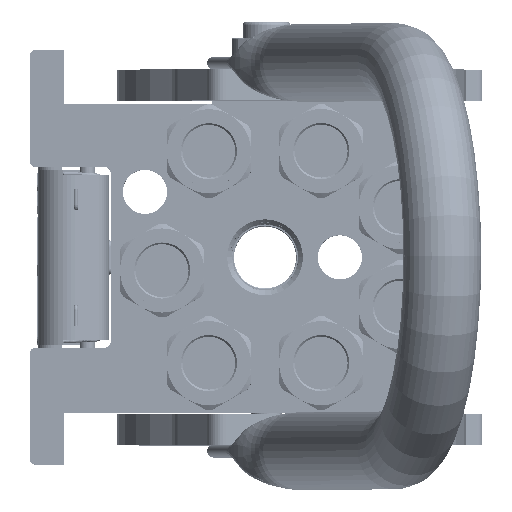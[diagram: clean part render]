
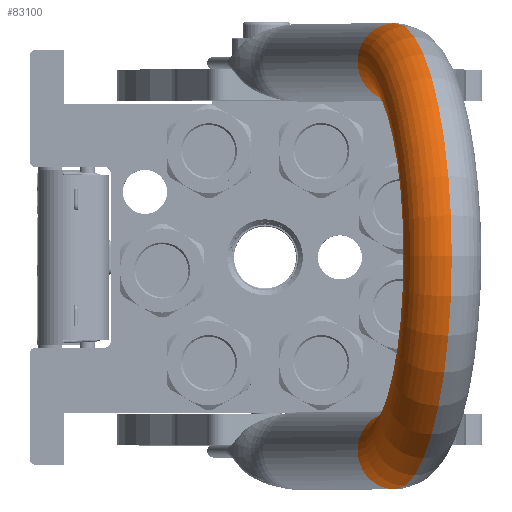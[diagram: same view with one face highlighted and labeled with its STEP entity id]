
A CAD part, top view. The second image highlights one B-rep face of the part: STEP entity #83100.
In plain terms, the highlighted toroidal (fillet/blend) face has major radius 62.25 mm and minor radius 12.5 mm.
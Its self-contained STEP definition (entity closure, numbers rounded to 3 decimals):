
#1278 = AXIS2_PLACEMENT_3D ( 'NONE', #13556, #3191, #99059 ) ;
#1310 = CIRCLE ( 'NONE', #83474, 74.75 ) ;
#2868 = AXIS2_PLACEMENT_3D ( 'NONE', #123117, #37315, #38540 ) ;
#3191 = DIRECTION ( 'NONE',  ( 0., 1., 0. ) ) ;
#4251 = CARTESIAN_POINT ( 'NONE',  ( 74.75, 0., 125.25 ) ) ;
#11855 = VERTEX_POINT ( 'NONE', #94985 ) ;
#13556 = CARTESIAN_POINT ( 'NONE',  ( 0., 0., 125.25 ) ) ;
#16735 = FACE_OUTER_BOUND ( 'NONE', #70316, .T. ) ;
#25730 = VERTEX_POINT ( 'NONE', #112404 ) ;
#25797 = EDGE_CURVE ( 'NONE', #44862, #67726, #101754, .T. ) ;
#28658 = CARTESIAN_POINT ( 'NONE',  ( 49.75, 0., 125.25 ) ) ;
#30130 = AXIS2_PLACEMENT_3D ( 'NONE', #57250, #113172, #37295 ) ;
#36766 = EDGE_CURVE ( 'NONE', #11855, #44862, #66860, .T. ) ;
#37295 = DIRECTION ( 'NONE',  ( 1., 0., 0. ) ) ;
#37315 = DIRECTION ( 'NONE',  ( 0., 0., -1. ) ) ;
#38540 = DIRECTION ( 'NONE',  ( -1., 0., 0. ) ) ;
#40579 = DIRECTION ( 'NONE',  ( 0., 1., 0. ) ) ;
#42383 = CARTESIAN_POINT ( 'NONE',  ( -62.25, 0., 125.25 ) ) ;
#44862 = VERTEX_POINT ( 'NONE', #28658 ) ;
#52044 = AXIS2_PLACEMENT_3D ( 'NONE', #42383, #109073, #62349 ) ;
#57250 = CARTESIAN_POINT ( 'NONE',  ( 0., 0., 125.25 ) ) ;
#62349 = DIRECTION ( 'NONE',  ( 1., 0., 0. ) ) ;
#66860 = CIRCLE ( 'NONE', #1278, 49.75 ) ;
#67726 = VERTEX_POINT ( 'NONE', #4251 ) ;
#68513 = ORIENTED_EDGE ( 'NONE', *, *, #25797, .F. ) ;
#69300 = EDGE_CURVE ( 'NONE', #25730, #67726, #1310, .T. ) ;
#70316 = EDGE_LOOP ( 'NONE', ( #82758, #68513, #100832, #105161 ) ) ;
#76465 = TOROIDAL_SURFACE ( 'NONE', #30130, 62.25, 12.5 ) ;
#82758 = ORIENTED_EDGE ( 'NONE', *, *, #69300, .T. ) ;
#83100 = ADVANCED_FACE ( 'NONE', ( #16735 ), #76465, .T. ) ;
#83474 = AXIS2_PLACEMENT_3D ( 'NONE', #96841, #40579, #86861 ) ;
#86861 = DIRECTION ( 'NONE',  ( -1., 0., 0. ) ) ;
#94985 = CARTESIAN_POINT ( 'NONE',  ( -49.75, 0., 125.25 ) ) ;
#96841 = CARTESIAN_POINT ( 'NONE',  ( 0., 0., 125.25 ) ) ;
#99059 = DIRECTION ( 'NONE',  ( -1., 0., 0. ) ) ;
#100832 = ORIENTED_EDGE ( 'NONE', *, *, #36766, .F. ) ;
#101754 = CIRCLE ( 'NONE', #2868, 12.5 ) ;
#105161 = ORIENTED_EDGE ( 'NONE', *, *, #109880, .T. ) ;
#109073 = DIRECTION ( 'NONE',  ( 0., 0., 1. ) ) ;
#109880 = EDGE_CURVE ( 'NONE', #11855, #25730, #118137, .T. ) ;
#112404 = CARTESIAN_POINT ( 'NONE',  ( -74.75, 0., 125.25 ) ) ;
#113172 = DIRECTION ( 'NONE',  ( 0., 1., 0. ) ) ;
#118137 = CIRCLE ( 'NONE', #52044, 12.5 ) ;
#123117 = CARTESIAN_POINT ( 'NONE',  ( 62.25, 0., 125.25 ) ) ;
